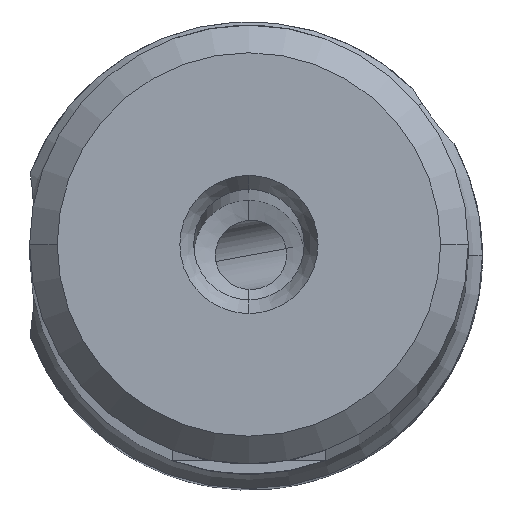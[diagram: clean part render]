
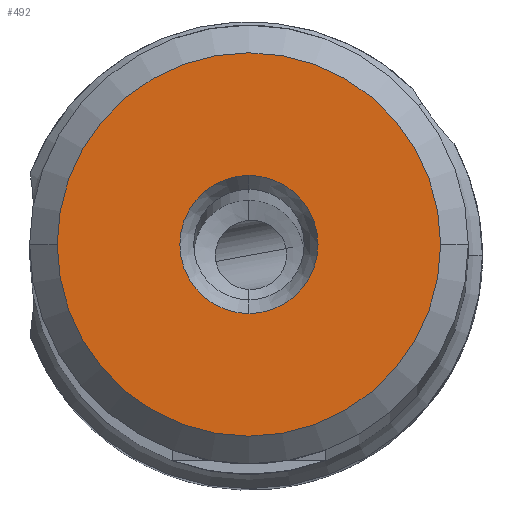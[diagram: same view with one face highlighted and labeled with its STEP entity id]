
A CAD part, top view. The second image highlights one B-rep face of the part: STEP entity #492.
In plain terms, the highlighted planar face has unit normal (0, 0, 1).
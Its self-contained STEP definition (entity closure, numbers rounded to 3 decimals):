
#492=ADVANCED_FACE('',(#630,#631),#595,.T.);
#595=PLANE('',#1937);
#630=FACE_BOUND('',#640,.T.);
#631=FACE_BOUND('',#641,.T.);
#640=EDGE_LOOP('',(#748,#749,#750));
#641=EDGE_LOOP('',(#751,#752));
#748=ORIENTED_EDGE('',*,*,#1487,.F.);
#749=ORIENTED_EDGE('',*,*,#1488,.F.);
#750=ORIENTED_EDGE('',*,*,#1489,.F.);
#751=ORIENTED_EDGE('',*,*,#1490,.F.);
#752=ORIENTED_EDGE('',*,*,#1491,.F.);
#1306=VERTEX_POINT('',#2721);
#1307=VERTEX_POINT('',#2722);
#1308=VERTEX_POINT('',#2724);
#1309=VERTEX_POINT('',#2727);
#1310=VERTEX_POINT('',#2728);
#1487=EDGE_CURVE('',#1306,#1307,#1766,.T.);
#1488=EDGE_CURVE('',#1308,#1306,#1767,.T.);
#1489=EDGE_CURVE('',#1307,#1308,#1768,.T.);
#1490=EDGE_CURVE('',#1309,#1310,#1769,.T.);
#1491=EDGE_CURVE('',#1310,#1309,#1770,.T.);
#1766=CIRCLE('',#1932,6.938);
#1767=CIRCLE('',#1933,6.938);
#1768=CIRCLE('',#1934,6.938);
#1769=CIRCLE('',#1935,2.5);
#1770=CIRCLE('',#1936,2.5);
#1932=AXIS2_PLACEMENT_3D('',#2720,#2172,#2173);
#1933=AXIS2_PLACEMENT_3D('',#2723,#2174,#2175);
#1934=AXIS2_PLACEMENT_3D('',#2725,#2176,#2177);
#1935=AXIS2_PLACEMENT_3D('',#2726,#2178,#2179);
#1936=AXIS2_PLACEMENT_3D('',#2729,#2180,#2181);
#1937=AXIS2_PLACEMENT_3D('',#2730,#2182,#2183);
#2172=DIRECTION('',(0.,0.,-1.));
#2173=DIRECTION('',(-1.,0.,0.));
#2174=DIRECTION('',(0.,0.,-1.));
#2175=DIRECTION('',(0.,-1.,0.));
#2176=DIRECTION('',(0.,0.,-1.));
#2177=DIRECTION('',(1.,0.,0.));
#2178=DIRECTION('',(0.,0.,1.));
#2179=DIRECTION('',(0.,1.,0.));
#2180=DIRECTION('',(0.,0.,1.));
#2181=DIRECTION('',(0.,-1.,0.));
#2182=DIRECTION('',(0.,0.,1.));
#2183=DIRECTION('',(-1.,0.,0.));
#2720=CARTESIAN_POINT('',(0.,0.,0.));
#2721=CARTESIAN_POINT('',(-6.938,0.,0.));
#2722=CARTESIAN_POINT('',(6.938,0.,0.));
#2723=CARTESIAN_POINT('',(0.,0.,0.));
#2724=CARTESIAN_POINT('',(0.,-6.938,0.));
#2725=CARTESIAN_POINT('',(0.,0.,0.));
#2726=CARTESIAN_POINT('',(0.,0.,0.));
#2727=CARTESIAN_POINT('',(0.,2.5,0.));
#2728=CARTESIAN_POINT('',(0.,-2.5,0.));
#2729=CARTESIAN_POINT('',(0.,0.,0.));
#2730=CARTESIAN_POINT('',(0.,0.,0.));
